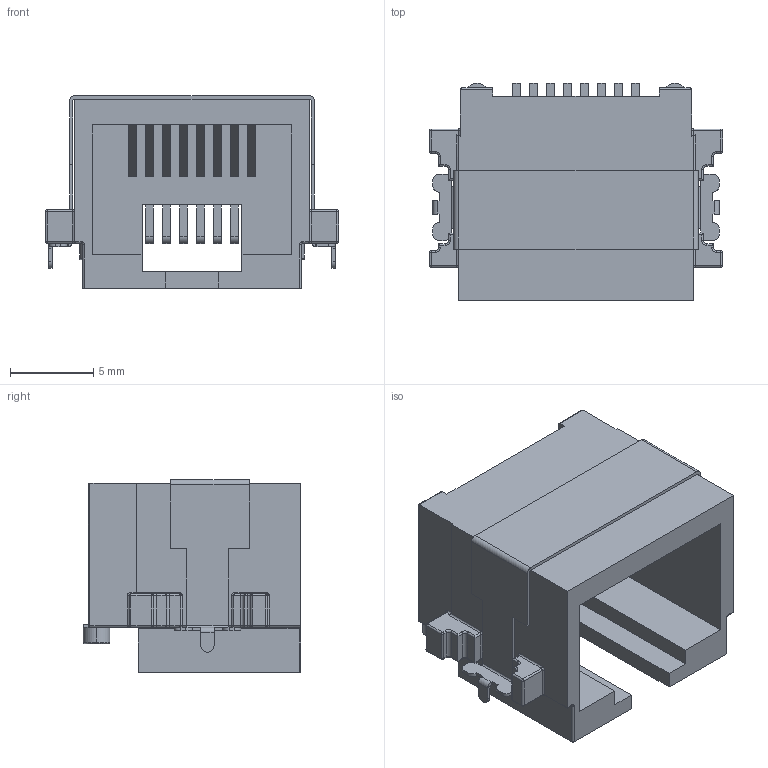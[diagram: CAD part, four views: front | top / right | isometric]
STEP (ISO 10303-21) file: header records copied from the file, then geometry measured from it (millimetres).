
FILE_DESCRIPTION (( 'STEP AP214' ), '1' );
FILE_NAME ('RJ45-SMD_HC-RJ45-055-7_1.STEP', '2023-05-24T15:44:12', ( '' ), ( '' ), 'SwSTEP 2.0', 'SolidWorks 2020', '' );
FILE_SCHEMA (( 'AUTOMOTIVE_DESIGN' ));
Length unit declared in the file: millimetre
Products named in the file (1): RJ45-SMD_HC-RJ45-055-7_1
Bounding box: 17.6 x 13.05 x 11.55 mm (x, y, z)
Volume: 1010.4 mm3; surface area: 1684.2 mm2
Topology: 2 solids, 2 shells, 687 faces, 1800 edges, 1122 vertices
Faces by surface type: plane 358, cylinder 171, bspline 98, torus 40, sphere 20
Entity records: 28880 total; most frequent: CARTESIAN_POINT 5052, ORIENTED_EDGE 3560, DIRECTION 3046, EDGE_CURVE 1780, VECTOR 1214, LINE 1214, VERTEX_POINT 1122, AXIS2_PLACEMENT_3D 916
